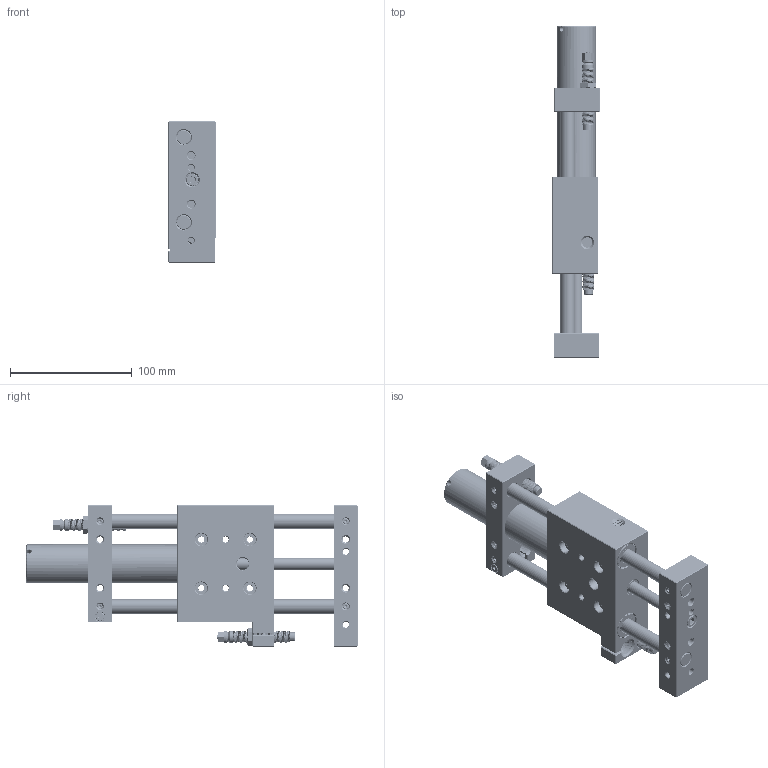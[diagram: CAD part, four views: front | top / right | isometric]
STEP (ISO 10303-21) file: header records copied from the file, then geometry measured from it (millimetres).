
FILE_DESCRIPTION(/* description */ (''),/* implementation_level */ '2;1');
FILE_NAME(/* name */ '37249968-91d6-4174-979f-cbea43050d0a.stp',/* time_stamp */ '2019-10-22T11:38:09+00:00',/* author */ (''),/* organization */ (''),/* preprocessor_version */ 'ST-DEVELOPER v18',/* originating_system */ 'Autodesk Translation Framework v8.6.0.1094',/* authorisation */ '');
FILE_SCHEMA (('AUTOMOTIVE_DESIGN { 1 0 10303 214 3 1 1 }'));
Products named in the file (19): ML 26/100; Body_part_1; Body_part_2; Body_part_3; Rod_1; Rod_middle_2; Rod_3; Stop_part; Socket_screw_M6; Socket_screw_M4; Set_screw_M5; AS 10/50; AS 10/50_1; Hex_nut_M10; Screw_M10; Linear_bearing_10; 61205K76; Socket_screw_M4 (1); Linear_bearing_12
Assembly tree (30 placements, depth 3):
  ML 26/100
    Body_part_1
    Body_part_2
    Body_part_3
    Rod_1  x2
    Rod_middle_2
    Rod_3
    Stop_part  x4
    Socket_screw_M6
    Set_screw_M5  x4
    Socket_screw_M4
    AS 10/50
      Hex_nut_M10
      Screw_M10
    AS 10/50_1
      Hex_nut_M10
      Screw_M10
    Linear_bearing_10
      61205K76
    Socket_screw_M4 (1)
    Linear_bearing_12  x4
Bounding box: 39.5 x 272.8 x 116 mm (x, y, z)
Volume: 552514.3 mm3; surface area: 151799.4 mm2
Topology: 27 solids, 27 shells, 3497 faces, 10010 edges, 6516 vertices
Faces by surface type: cylinder 2139, bspline 498, plane 490, cone 186, sphere 180, torus 4
Full cylindrical faces by diameter (mm): 0.778 x20, 3 x3, 3.091 x41, 3.332 x71, 3.961 x16, 4 x43, 4.109 x71, 4.234 x10, 5 x26, 5.026 x14, 5.029 x18, 5.035 x274, 5.12 x8, 5.596 x20, 6 x19, 6.147 x274, 7 x2, 7.5 x3, 8 x9, 8.526 x18, 8.744 x106, 8.78 x19, 8.913 x6, 9.036 x18, 9.884 x104, 10 x17, 10.147 x17, 10.161 x8, 10.17 x18, 10.198 x17
Entity records: 174778 total; most frequent: CARTESIAN_POINT 120402, ORIENTED_EDGE 12912, DIRECTION 8483, EDGE_CURVE 6456, VERTEX_POINT 4194, B_SPLINE_CURVE_WITH_KNOTS 3253, AXIS2_PLACEMENT_3D 3202, EDGE_LOOP 2730
